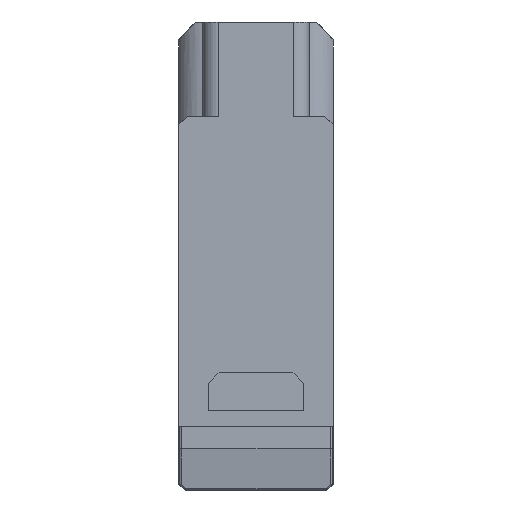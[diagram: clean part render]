
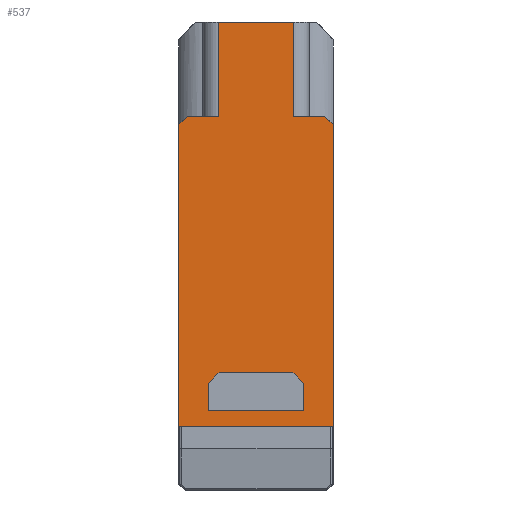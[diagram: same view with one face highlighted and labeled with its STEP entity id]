
A CAD part, left-side view. The second image highlights one B-rep face of the part: STEP entity #537.
In plain terms, the highlighted planar face has unit normal (-1, 0, 0).
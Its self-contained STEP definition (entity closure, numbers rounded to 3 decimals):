
#338=FACE_BOUND('',#2052,.T.);
#339=FACE_BOUND('',#2053,.T.);
#537=ADVANCED_FACE('',(#338,#339),#1136,.F.);
#1136=PLANE('',#11086);
#2052=EDGE_LOOP('',(#3461,#3462,#3463,#3464,#3465,#3466,#3467,#3468,#3469,
#3470));
#2053=EDGE_LOOP('',(#3471,#3472,#3473,#3474,#3475,#3476));
#3461=ORIENTED_EDGE('',*,*,#7521,.F.);
#3462=ORIENTED_EDGE('',*,*,#7433,.F.);
#3463=ORIENTED_EDGE('',*,*,#7522,.T.);
#3464=ORIENTED_EDGE('',*,*,#7523,.F.);
#3465=ORIENTED_EDGE('',*,*,#7524,.F.);
#3466=ORIENTED_EDGE('',*,*,#7406,.F.);
#3467=ORIENTED_EDGE('',*,*,#7254,.F.);
#3468=ORIENTED_EDGE('',*,*,#7525,.T.);
#3469=ORIENTED_EDGE('',*,*,#7526,.T.);
#3470=ORIENTED_EDGE('',*,*,#7527,.F.);
#3471=ORIENTED_EDGE('',*,*,#7500,.T.);
#3472=ORIENTED_EDGE('',*,*,#7528,.T.);
#3473=ORIENTED_EDGE('',*,*,#7529,.T.);
#3474=ORIENTED_EDGE('',*,*,#7497,.F.);
#3475=ORIENTED_EDGE('',*,*,#7530,.F.);
#3476=ORIENTED_EDGE('',*,*,#7531,.F.);
#6259=VERTEX_POINT('',#15256);
#6260=VERTEX_POINT('',#15258);
#6406=VERTEX_POINT('',#15565);
#6430=VERTEX_POINT('',#15618);
#6431=VERTEX_POINT('',#15620);
#6490=VERTEX_POINT('',#15796);
#6491=VERTEX_POINT('',#15798);
#6492=VERTEX_POINT('',#15802);
#6493=VERTEX_POINT('',#15804);
#6510=VERTEX_POINT('',#15847);
#6511=VERTEX_POINT('',#15849);
#6512=VERTEX_POINT('',#15851);
#6513=VERTEX_POINT('',#15854);
#6514=VERTEX_POINT('',#15856);
#6515=VERTEX_POINT('',#15859);
#6516=VERTEX_POINT('',#15862);
#7254=EDGE_CURVE('',#6259,#6260,#8784,.T.);
#7406=EDGE_CURVE('',#6260,#6406,#8893,.T.);
#7433=EDGE_CURVE('',#6430,#6431,#8909,.T.);
#7497=EDGE_CURVE('',#6490,#6491,#8936,.T.);
#7500=EDGE_CURVE('',#6493,#6492,#8939,.T.);
#7521=EDGE_CURVE('',#6431,#6510,#8957,.T.);
#7522=EDGE_CURVE('',#6430,#6511,#8958,.T.);
#7523=EDGE_CURVE('',#6512,#6511,#8959,.T.);
#7524=EDGE_CURVE('',#6406,#6512,#8960,.T.);
#7525=EDGE_CURVE('',#6259,#6513,#8961,.T.);
#7526=EDGE_CURVE('',#6513,#6514,#8962,.T.);
#7527=EDGE_CURVE('',#6510,#6514,#8963,.T.);
#7528=EDGE_CURVE('',#6492,#6515,#8964,.T.);
#7529=EDGE_CURVE('',#6515,#6491,#8965,.T.);
#7530=EDGE_CURVE('',#6516,#6490,#8966,.T.);
#7531=EDGE_CURVE('',#6493,#6516,#8967,.T.);
#8784=LINE('',#15257,#9882);
#8893=LINE('',#15564,#9991);
#8909=LINE('',#15619,#10007);
#8936=LINE('',#15797,#10034);
#8939=LINE('',#15803,#10037);
#8957=LINE('',#15846,#10055);
#8958=LINE('',#15848,#10056);
#8959=LINE('',#15850,#10057);
#8960=LINE('',#15852,#10058);
#8961=LINE('',#15853,#10059);
#8962=LINE('',#15855,#10060);
#8963=LINE('',#15857,#10061);
#8964=LINE('',#15858,#10062);
#8965=LINE('',#15860,#10063);
#8966=LINE('',#15861,#10064);
#8967=LINE('',#15863,#10065);
#9882=VECTOR('',#12051,1.);
#9991=VECTOR('',#12264,1.);
#10007=VECTOR('',#12308,1.);
#10034=VECTOR('',#12421,1.);
#10037=VECTOR('',#12426,1.);
#10055=VECTOR('',#12460,1.);
#10056=VECTOR('',#12461,1.);
#10057=VECTOR('',#12462,1.);
#10058=VECTOR('',#12463,1.);
#10059=VECTOR('',#12464,1.);
#10060=VECTOR('',#12465,1.);
#10061=VECTOR('',#12466,1.);
#10062=VECTOR('',#12467,1.);
#10063=VECTOR('',#12468,1.);
#10064=VECTOR('',#12469,1.);
#10065=VECTOR('',#12470,1.);
#11086=AXIS2_PLACEMENT_3D('',#15864,#12471,#12472);
#12051=DIRECTION('',(0.,1.,0.));
#12264=DIRECTION('',(0.,0.,1.));
#12308=DIRECTION('',(0.,-1.,0.));
#12421=DIRECTION('',(0.,-1.,0.));
#12426=DIRECTION('',(0.,-1.,0.));
#12460=DIRECTION('',(0.,0.,-1.));
#12461=DIRECTION('',(0.,0.,-1.));
#12462=DIRECTION('',(0.,-1.,0.));
#12463=DIRECTION('',(0.,-0.707,0.707));
#12464=DIRECTION('',(0.,0.,1.));
#12465=DIRECTION('',(0.,0.707,0.707));
#12466=DIRECTION('',(0.,-1.,0.));
#12467=DIRECTION('',(0.,-0.707,-0.707));
#12468=DIRECTION('',(0.,0.,-1.));
#12469=DIRECTION('',(0.,0.,-1.));
#12470=DIRECTION('',(0.,0.707,-0.707));
#12471=DIRECTION('',(1.,0.,0.));
#12472=DIRECTION('',(0.,-1.,0.));
#15256=CARTESIAN_POINT('',(-15.1,-7.3,-59.6));
#15257=CARTESIAN_POINT('',(-15.1,-7.3,-59.6));
#15258=CARTESIAN_POINT('',(-15.1,7.3,-59.6));
#15564=CARTESIAN_POINT('',(-15.1,7.3,-21.3));
#15565=CARTESIAN_POINT('',(-15.1,7.3,-31.));
#15618=CARTESIAN_POINT('',(-15.1,3.55,-21.3));
#15619=CARTESIAN_POINT('',(-15.1,-7.3,-21.3));
#15620=CARTESIAN_POINT('',(-15.1,-3.55,-21.3));
#15796=CARTESIAN_POINT('',(-15.1,4.5,-58.1));
#15797=CARTESIAN_POINT('',(-15.1,21.268,-58.1));
#15798=CARTESIAN_POINT('',(-15.1,-4.5,-58.1));
#15802=CARTESIAN_POINT('',(-15.1,-3.5,-54.5));
#15803=CARTESIAN_POINT('',(-15.1,21.268,-54.5));
#15804=CARTESIAN_POINT('',(-15.1,3.5,-54.5));
#15846=CARTESIAN_POINT('',(-15.1,-3.55,-21.3));
#15847=CARTESIAN_POINT('',(-15.1,-3.55,-30.2));
#15848=CARTESIAN_POINT('',(-15.1,3.55,-21.3));
#15849=CARTESIAN_POINT('',(-15.1,3.55,-30.2));
#15850=CARTESIAN_POINT('',(-15.1,-7.3,-30.2));
#15851=CARTESIAN_POINT('',(-15.1,6.5,-30.2));
#15852=CARTESIAN_POINT('',(-15.1,-4.85,-18.85));
#15853=CARTESIAN_POINT('',(-15.1,-7.3,-21.3));
#15854=CARTESIAN_POINT('',(-15.1,-7.3,-31.));
#15855=CARTESIAN_POINT('',(-15.1,-6.5,-30.2));
#15856=CARTESIAN_POINT('',(-15.1,-6.5,-30.2));
#15857=CARTESIAN_POINT('',(-15.1,-7.3,-30.2));
#15858=CARTESIAN_POINT('',(-15.1,-3.5,-54.5));
#15859=CARTESIAN_POINT('',(-15.1,-4.5,-55.5));
#15860=CARTESIAN_POINT('',(-15.1,-4.5,-21.3));
#15861=CARTESIAN_POINT('',(-15.1,4.5,-21.3));
#15862=CARTESIAN_POINT('',(-15.1,4.5,-55.5));
#15863=CARTESIAN_POINT('',(-15.1,-18.5,-32.5));
#15864=CARTESIAN_POINT('',(-15.1,-7.3,-21.3));
